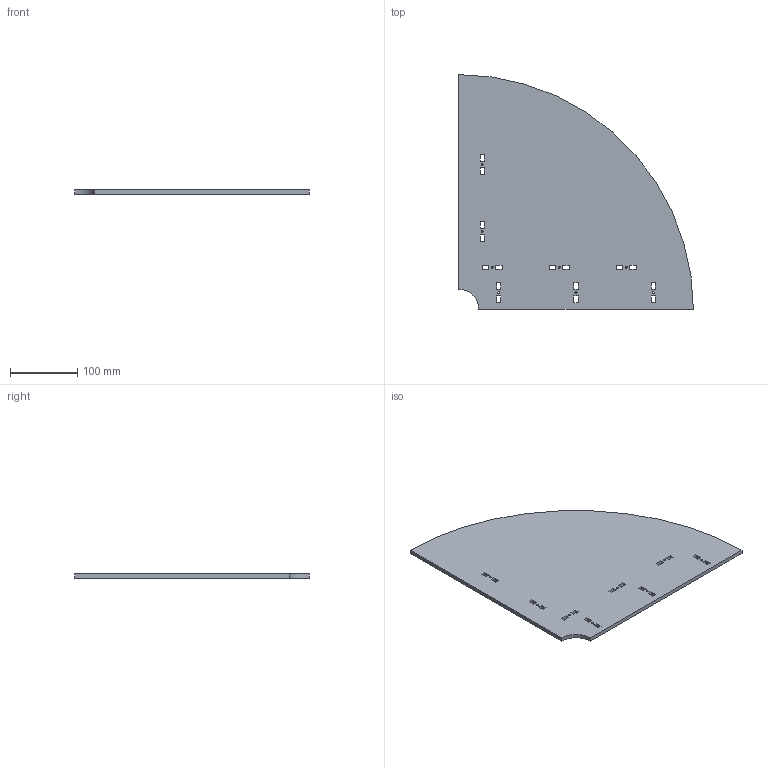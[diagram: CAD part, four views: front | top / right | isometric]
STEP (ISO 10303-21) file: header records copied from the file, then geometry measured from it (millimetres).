
FILE_DESCRIPTION(('FreeCAD Model'),'2;1');
FILE_NAME('plate4.step','2013-12-31T02:01:48', ('FreeCAD'),('FreeCAD'),'Open CASCADE STEP processor 6.5','FreeCAD', 'Unknown');
FILE_SCHEMA(('AUTOMOTIVE_DESIGN_CC2 { 1 2 10303 214 -1 1 5 4 }'));
Length unit declared in the file: millimetre
Products named in the file (1): LinearPattern002
Bounding box: 350 x 350 x 6 mm (x, y, z)
Volume: 566927.2 mm3; surface area: 199921.5 mm2
Topology: 1 solids, 1 shells, 84 faces, 246 edges, 164 vertices
Faces by surface type: plane 74, cylinder 10
Full cylindrical faces by diameter (mm): 3 x8
Entity records: 6125 total; most frequent: CARTESIAN_POINT 1107, DIRECTION 908, LINE 698, VECTOR 698, ORIENTED_EDGE 492, PCURVE 492, DEFINITIONAL_REPRESENTATION 492, EDGE_CURVE 246
